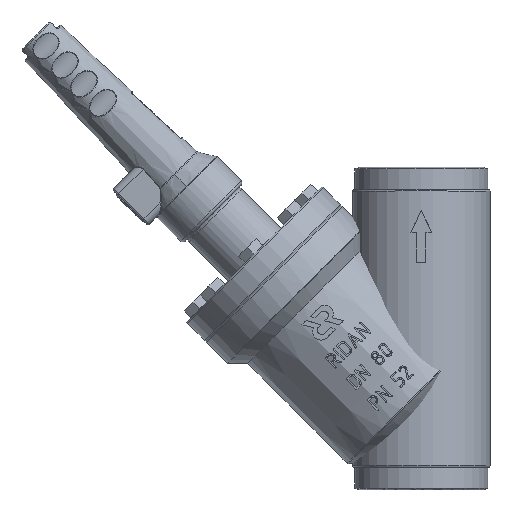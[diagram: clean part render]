
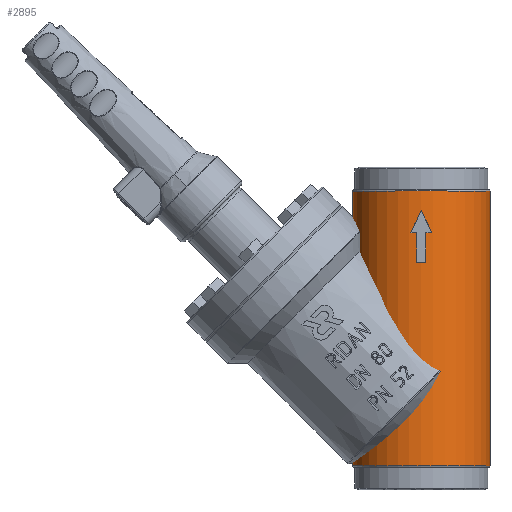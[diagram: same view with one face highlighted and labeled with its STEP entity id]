
A CAD part, top view. The second image highlights one B-rep face of the part: STEP entity #2895.
In plain terms, the highlighted cylindrical face has radius 46 mm (diameter 92 mm), a full revolution.
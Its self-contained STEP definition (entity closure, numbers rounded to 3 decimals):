
#2854=CARTESIAN_POINT('',(0.,-107.425,0.));
#2855=DIRECTION('',(0.,-1.,0.));
#2856=DIRECTION('',(0.,0.,-1.));
#2857=AXIS2_PLACEMENT_3D('',#2854,#2855,#2856);
#2858=CYLINDRICAL_SURFACE('',#2857,46.);
#2859=CARTESIAN_POINT('',(-0.,-92.,-46.));
#2860=VERTEX_POINT('',#2859);
#2861=CARTESIAN_POINT('',(0.,92.,-46.));
#2862=VERTEX_POINT('',#2861);
#2863=CARTESIAN_POINT('',(0.,-92.,-46.));
#2864=DIRECTION('',(-0.,1.,-0.));
#2865=VECTOR('',#2864,184.);
#2866=LINE('',#2863,#2865);
#2867=EDGE_CURVE('',#2860,#2862,#2866,.T.);
#2868=ORIENTED_EDGE('',*,*,#2867,.T.);
#2869=CARTESIAN_POINT('',(-0.,92.,46.));
#2870=VERTEX_POINT('',#2869);
#2871=CARTESIAN_POINT('',(0.,92.,0.));
#2872=DIRECTION('',(-0.,-1.,-0.));
#2873=DIRECTION('',(0.,-0.,1.));
#2874=AXIS2_PLACEMENT_3D('',#2871,#2872,#2873);
#2875=CIRCLE('',#2874,46.);
#2876=EDGE_CURVE('',#2862,#2870,#2875,.T.);
#2877=ORIENTED_EDGE('',*,*,#2876,.T.);
#2878=CARTESIAN_POINT('',(0.,92.,0.));
#2879=DIRECTION('',(-0.,-1.,-0.));
#2880=DIRECTION('',(0.,-0.,1.));
#2881=AXIS2_PLACEMENT_3D('',#2878,#2879,#2880);
#2882=CIRCLE('',#2881,46.);
#2883=EDGE_CURVE('',#2870,#2862,#2882,.T.);
#2884=ORIENTED_EDGE('',*,*,#2883,.T.);
#2885=ORIENTED_EDGE('',*,*,#2867,.F.);
#2886=CARTESIAN_POINT('',(0.,-92.,0.));
#2887=DIRECTION('',(-0.,1.,-0.));
#2888=DIRECTION('',(0.,0.,-1.));
#2889=AXIS2_PLACEMENT_3D('',#2886,#2887,#2888);
#2890=CIRCLE('',#2889,46.);
#2891=EDGE_CURVE('',#2860,#2860,#2890,.T.);
#2892=ORIENTED_EDGE('',*,*,#2891,.T.);
#2893=EDGE_LOOP('',(#2868,#2877,#2884,#2885,#2892));
#2894=FACE_BOUND('',#2893,.T.);
#2895=ADVANCED_FACE('',(#2894),#2858,.T.);
